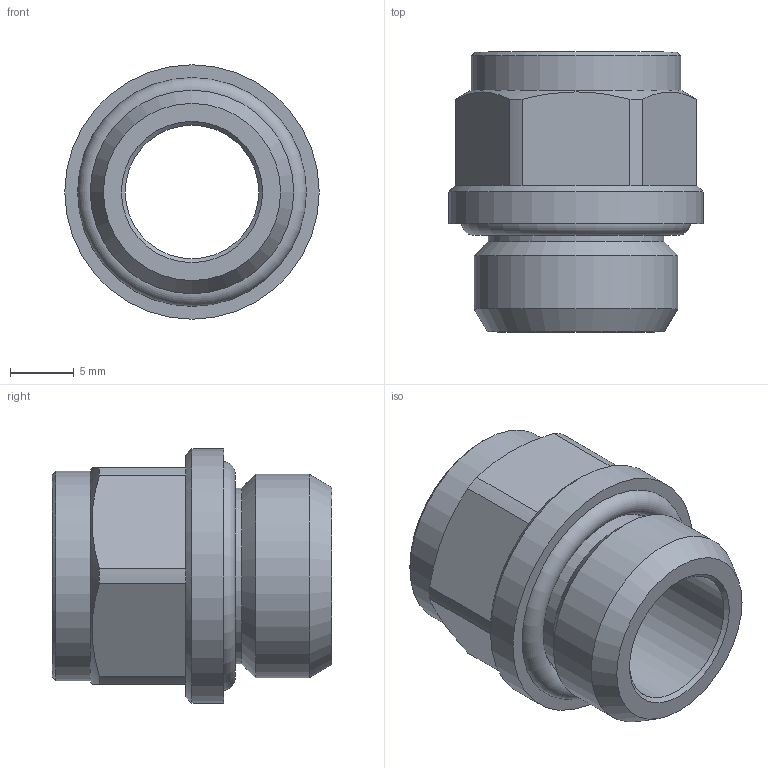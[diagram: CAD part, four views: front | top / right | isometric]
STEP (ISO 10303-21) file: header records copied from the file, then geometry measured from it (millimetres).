
FILE_DESCRIPTION(( 'RAF.15.M12X1.5.M16X1.5.stp' ), '1');
FILE_NAME( 'RAF.15.M12X1.5.M16X1.5.stp', '2021-02-19T15:58:33',( 'Sopra'),('sopra-pneumatic.com'), 'SwSTEP 2.0','SolidWorks 2009','' );
FILE_SCHEMA( ( 'CONFIG_CONTROL_DESIGN' ) );
Length unit declared in the file: millimetre
Products named in the file (1): NONE
Bounding box: 20 x 22 x 20 mm (x, y, z)
Volume: 3133.9 mm3; surface area: 2379.5 mm2
Topology: 1 solids, 1 shells, 35 faces, 75 edges, 44 vertices
Faces by surface type: plane 16, cylinder 11, cone 7, torus 1
Full cylindrical faces by diameter (mm): 10.5 x1, 13.8 x1, 16 x1, 16.5 x1, 20 x1
Entity records: 936 total; most frequent: CARTESIAN_POINT 186, DIRECTION 158, ORIENTED_EDGE 120, AXIS2_PLACEMENT_3D 70, EDGE_CURVE 60, EDGE_LOOP 52, VERTEX_POINT 42, FACE_OUTER_BOUND 41
